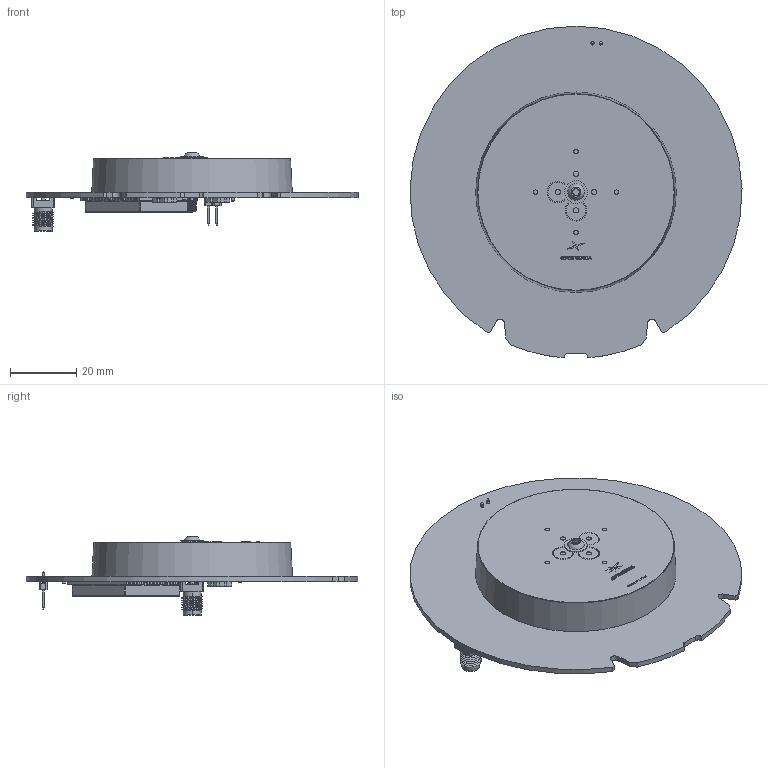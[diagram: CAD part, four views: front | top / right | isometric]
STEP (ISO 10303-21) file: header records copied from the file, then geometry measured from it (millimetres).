
FILE_DESCRIPTION(('Open CASCADE Model'),'2;1');
FILE_NAME('Open CASCADE Shape Model','2025-01-17T15:15:22',('Author'),( 'Open CASCADE'),'Open CASCADE STEP processor 6.8','Open CASCADE 6.8' ,'Unknown');
FILE_SCHEMA(('AUTOMOTIVE_DESIGN { 1 0 10303 214 1 1 1 1 }'));
Length unit declared in the file: millimetre
Products named in the file (27): PCB; Board; Open CASCADE STEP translator 6.8 5.1.1; X2; HC125A(HC1400P03S); R2; RC_L; C9; GRM0402; C8; R1; R5; J2; PREC002SAAN-RC; 1_row_end_bumps_format; D1; PESD2V5Y1BSFYL; C7; R3; J1; pcb.smafstj.b.ht_RGB3649492; R4; X1; U1; TFM.120A; ANT1; GPDF6010.A_V2
Assembly tree (34 placements, depth 4):
  PCB
    Board
      Open CASCADE STEP translator 6.8 5.1.1
    X2
      HC125A(HC1400P03S)
    R2
      RC_L
    C9
      GRM0402
    C8
      GRM0402
    R1
      RC_L
    R5
      RC_L
    J2
      PREC002SAAN-RC
        1_row_end_bumps_format  x2
    D1
      PESD2V5Y1BSFYL
    C7
      GRM0402
    R3
      RC_L
    J1
      pcb.smafstj.b.ht_RGB3649492
    R4
      RC_L
    X1
      HC125A(HC1400P03S)
    U1
      TFM.120A
    ANT1
      GPDF6010.A_V2
Bounding box: 100.37 x 100.27 x 23.78 mm (x, y, z)
Volume: 43343.1 mm3; surface area: 40139 mm2
Topology: 51 solids, 51 shells, 8060 faces, 23929 edges, 16111 vertices
Faces by surface type: plane 7194, bspline 531, cylinder 283, sphere 25, cone 23, torus 4
Full cylindrical faces by diameter (mm): 0.9 x4, 1 x6, 1.8 x4, 2.804 x1, 3.2 x1, 6.9 x1
Entity records: 313489 total; most frequent: CARTESIAN_POINT 62538, ORIENTED_EDGE 45584, DIRECTION 35406, EDGE_CURVE 22792, LINE 20312, VECTOR 20312, VERTEX_POINT 15389, FACE_BOUND 7829
